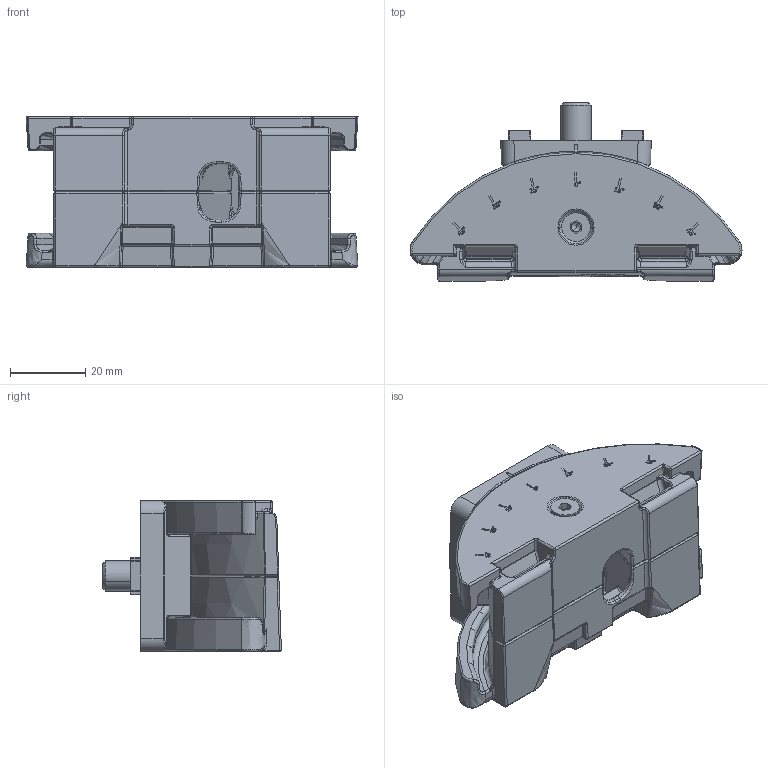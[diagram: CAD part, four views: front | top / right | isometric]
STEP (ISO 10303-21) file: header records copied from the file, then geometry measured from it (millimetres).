
FILE_DESCRIPTION (( 'STEP AP214' ), '1' );
FILE_NAME ('061MA2291NS01.STEP', '2016-10-26T09:06:04', ( '' ), ( '' ), 'SwSTEP 2.0', 'SolidWorks 2016', '' );
FILE_SCHEMA (( 'AUTOMOTIVE_DESIGN' ));
Length unit declared in the file: millimetre
Products named in the file (8): 061MA2291NS01; 4din7984m0816_DIN 7984 - M8 x 40 --- 22N; 093gr14_093 g r15; Countersunk head screw ISO 10642 - M4x35_DIN 7991 - M4; 4din439dm4m_Hexagon Nut ISO 4032 - M4 - D - C; 061MA91NR03S01_061MA91NR03S01; 061MA2D291NR01_061MA2D291NR02; 061MA2D291NR01_061MA2D291NR01
Assembly tree (8 placements, depth 2):
  061MA2291NS01
    061MA2D291NR01_061MA2D291NR01
    061MA2D291NR01_061MA2D291NR02
    061MA91NR03S01_061MA91NR03S01
    4din439dm4m_Hexagon Nut ISO 4032 - M4 - D - C
    Countersunk head screw ISO 10642 - M4x35_DIN 7991 - M4
    093gr14_093 g r15  x2
    4din7984m0816_DIN 7984 - M8 x 40 --- 22N
Bounding box: 88.18 x 47.48 x 40 mm (x, y, z)
Volume: 31210.9 mm3; surface area: 33385.4 mm2
Topology: 7 solids, 10 shells, 2210 faces, 5103 edges, 2880 vertices
Faces by surface type: bspline 748, cylinder 627, plane 432, sphere 206, torus 115, cone 82
Entity records: 84476 total; most frequent: CARTESIAN_POINT 42128, ORIENTED_EDGE 9650, DIRECTION 7567, EDGE_CURVE 4829, AXIS2_PLACEMENT_3D 2916, VERTEX_POINT 2780, EDGE_LOOP 2195, ADVANCED_FACE 2124
